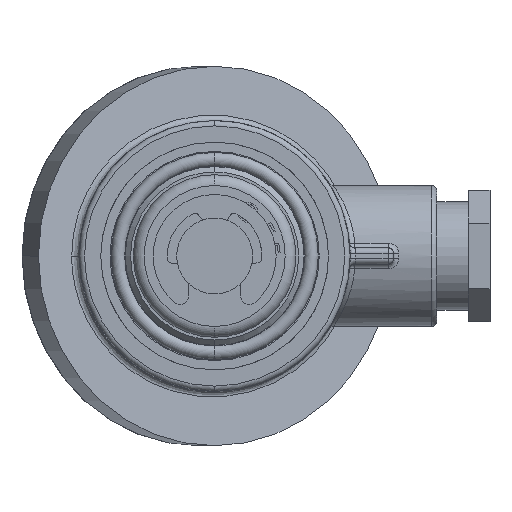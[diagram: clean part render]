
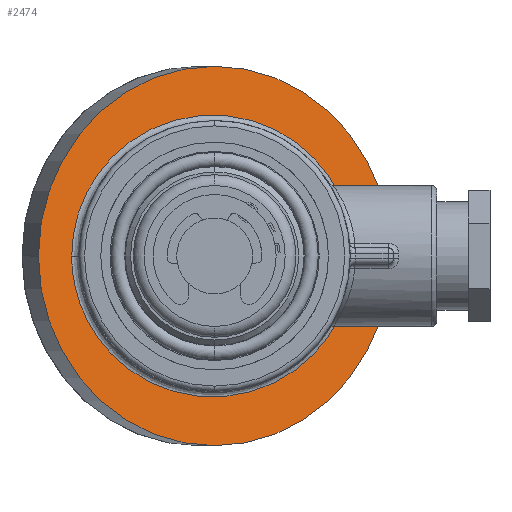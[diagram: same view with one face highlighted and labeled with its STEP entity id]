
A CAD part, front view. The second image highlights one B-rep face of the part: STEP entity #2474.
In plain terms, the highlighted planar face has unit normal (0.371, -0.928, 0).
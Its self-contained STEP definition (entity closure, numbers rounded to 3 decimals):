
#52 = CARTESIAN_POINT ( 'NONE',  ( -26.371, 55.451, 52. ) ) ;
#293 = CARTESIAN_POINT ( 'NONE',  ( -26.371, 55.451, 0. ) ) ;
#1209 = FACE_BOUND ( 'NONE', #2535, .T. ) ;
#1537 = CIRCLE ( 'NONE', #3377, 35. ) ;
#1627 = ORIENTED_EDGE ( 'NONE', *, *, #2738, .T. ) ;
#2418 = CARTESIAN_POINT ( 'NONE',  ( 25.629, 76.251, 0. ) ) ;
#2474 = ADVANCED_FACE ( 'NONE', ( #1209, #16119 ), #13648, .F. ) ;
#2535 = EDGE_LOOP ( 'NONE', ( #6838, #1627 ) ) ;
#2738 = EDGE_CURVE ( 'NONE', #14754, #13622, #13233, .T. ) ;
#3377 = AXIS2_PLACEMENT_3D ( 'NONE', #14398, #15582, #4320 ) ;
#3488 = ORIENTED_EDGE ( 'NONE', *, *, #10183, .F. ) ;
#3543 = VERTEX_POINT ( 'NONE', #9871 ) ;
#4168 = CARTESIAN_POINT ( 'NONE',  ( -32.497, 53.001, 0. ) ) ;
#4320 = DIRECTION ( 'NONE',  ( -0.928, -0.371, 0. ) ) ;
#4920 = CARTESIAN_POINT ( 'NONE',  ( 0., 66., 0. ) ) ;
#5166 = DIRECTION ( 'NONE',  ( -0.371, 0.928, 0. ) ) ;
#5257 = CARTESIAN_POINT ( 'NONE',  ( -26.371, 55.451, 0. ) ) ;
#6015 = CARTESIAN_POINT ( 'NONE',  ( 0., 66., 0. ) ) ;
#6137 = VERTEX_POINT ( 'NONE', #4168 ) ;
#6502 = CARTESIAN_POINT ( 'NONE',  ( 25.629, 76.251, 0. ) ) ;
#6838 = ORIENTED_EDGE ( 'NONE', *, *, #9949, .T. ) ;
#7175 = DIRECTION ( 'NONE',  ( -0.928, -0.371, 0. ) ) ;
#7505 = DIRECTION ( 'NONE',  ( -0.371, 0.928, 0. ) ) ;
#7627 = DIRECTION ( 'NONE',  ( -0.928, -0.371, 0. ) ) ;
#8039 = CARTESIAN_POINT ( 'NONE',  ( 25.629, 76.251, -52. ) ) ;
#9871 = CARTESIAN_POINT ( 'NONE',  ( 32.497, 78.999, 0. ) ) ;
#9949 = EDGE_CURVE ( 'NONE', #13622, #14754, #12610, .T. ) ;
#10183 = EDGE_CURVE ( 'NONE', #3543, #6137, #10736, .T. ) ;
#10192 = ORIENTED_EDGE ( 'NONE', *, *, #14659, .F. ) ;
#10313 = CARTESIAN_POINT ( 'NONE',  ( 25.629, 76.251, 52. ) ) ;
#10736 = CIRCLE ( 'NONE', #15216, 35. ) ;
#12288 = CARTESIAN_POINT ( 'NONE',  ( -26.371, 55.451, 0. ) ) ;
#12610 =( BOUNDED_CURVE ( )  B_SPLINE_CURVE ( 3, ( #12815, #8039, #15348, #5257 ),
 .UNSPECIFIED., .F., .F. ) 
 B_SPLINE_CURVE_WITH_KNOTS ( ( 4, 4 ),
 ( 0., 3.142 ),
 .UNSPECIFIED. ) 
 CURVE ( )  GEOMETRIC_REPRESENTATION_ITEM ( )  RATIONAL_B_SPLINE_CURVE ( ( 1., 0.333, 0.333, 1. ) ) 
 REPRESENTATION_ITEM ( '' )  );
#12724 = EDGE_LOOP ( 'NONE', ( #10192, #3488 ) ) ;
#12815 = CARTESIAN_POINT ( 'NONE',  ( 25.629, 76.251, 0. ) ) ;
#13233 =( BOUNDED_CURVE ( )  B_SPLINE_CURVE ( 3, ( #293, #52, #10313, #6502 ),
 .UNSPECIFIED., .F., .T. ) 
 B_SPLINE_CURVE_WITH_KNOTS ( ( 4, 4 ),
 ( 3.142, 6.283 ),
 .UNSPECIFIED. ) 
 CURVE ( )  GEOMETRIC_REPRESENTATION_ITEM ( )  RATIONAL_B_SPLINE_CURVE ( ( 1., 0.333, 0.333, 1. ) ) 
 REPRESENTATION_ITEM ( '' )  );
#13622 = VERTEX_POINT ( 'NONE', #2418 ) ;
#13648 = PLANE ( 'NONE',  #15393 ) ;
#14398 = CARTESIAN_POINT ( 'NONE',  ( 0., 66., 0. ) ) ;
#14659 = EDGE_CURVE ( 'NONE', #6137, #3543, #1537, .T. ) ;
#14754 = VERTEX_POINT ( 'NONE', #12288 ) ;
#15216 = AXIS2_PLACEMENT_3D ( 'NONE', #4920, #5166, #7627 ) ;
#15348 = CARTESIAN_POINT ( 'NONE',  ( -26.371, 55.451, -52. ) ) ;
#15393 = AXIS2_PLACEMENT_3D ( 'NONE', #6015, #7505, #7175 ) ;
#15582 = DIRECTION ( 'NONE',  ( -0.371, 0.928, 0. ) ) ;
#16119 = FACE_OUTER_BOUND ( 'NONE', #12724, .T. ) ;
